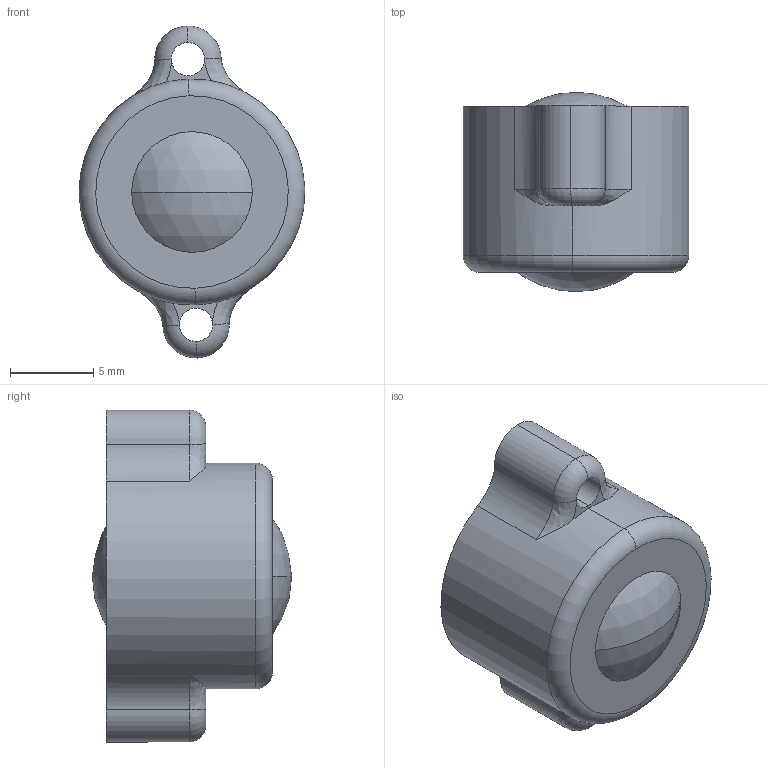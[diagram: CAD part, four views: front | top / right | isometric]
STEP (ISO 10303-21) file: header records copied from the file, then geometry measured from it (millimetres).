
FILE_DESCRIPTION (( 'STEP AP214' ), '1' );
FILE_NAME ('【万向轮装配】万向轮带球.STEP', '2020-05-30T09:19:13', ( '' ), ( '' ), 'SwSTEP 2.0', 'SolidWorks 2018', '' );
FILE_SCHEMA (( 'AUTOMOTIVE_DESIGN' ));
Length unit declared in the file: millimetre
Products named in the file (3): 【钢球】12mm直径 万向轮钢球; 【球套】孔距16MM 2MM螺丝 万向轮钢球套; 【万向轮装配】万向轮带球
Assembly tree (2 placements, depth 2):
  【万向轮装配】万向轮带球
    【钢球】12mm直径 万向轮钢球
    【球套】孔距16MM 2MM螺丝 万向轮钢球套
Bounding box: 13.59 x 12 x 19.99 mm (x, y, z)
Volume: 1410.5 mm3; surface area: 1533.8 mm2
Topology: 2 solids, 2 shells, 33 faces, 89 edges, 54 vertices
Faces by surface type: cylinder 11, bspline 8, torus 6, sphere 4, plane 4
Entity records: 1415 total; most frequent: CARTESIAN_POINT 527, DIRECTION 175, ORIENTED_EDGE 164, EDGE_CURVE 82, AXIS2_PLACEMENT_3D 79, VERTEX_POINT 51, CIRCLE 49, EDGE_LOOP 37
